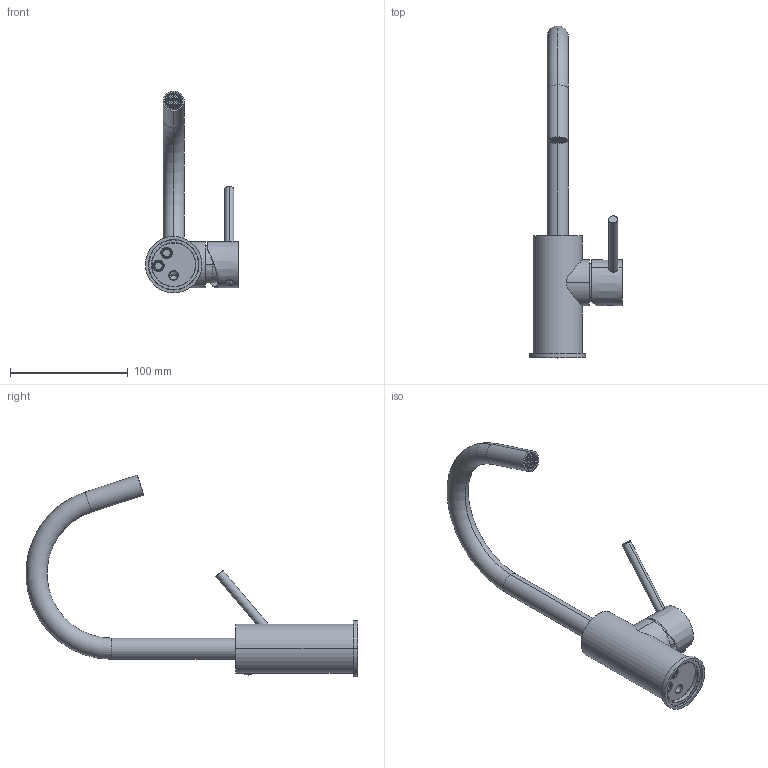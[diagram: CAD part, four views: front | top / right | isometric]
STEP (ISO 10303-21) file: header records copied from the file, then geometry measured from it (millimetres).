
FILE_DESCRIPTION((''),'2;1');
FILE_NAME('LIG078CR','2021-06-10T09:31:28',('ut3'),('PAFFONI SpA'),'CREO PARAMETRIC BY PTC INC, 2020044','CREO PARAMETRIC BY PTC INC, 2020044','');
FILE_SCHEMA(('CONFIG_CONTROL_DESIGN','SHAPE_APPEARANCE_LAYERS_GROUPS'));
Length unit declared in the file: millimetre
Products named in the file (1): LIG078CR
Bounding box: 79.15 x 282.4 x 171.82 mm (x, y, z)
Volume: 168395.6 mm3; surface area: 88616 mm2
Topology: 2 solids, 2 shells, 1184 faces, 3165 edges, 1941 vertices
Faces by surface type: cylinder 569, plane 290, cone 95, torus 86, bspline 78, sphere 66
Entity records: 59067 total; most frequent: CARTESIAN_POINT 21778, ORIENTED_EDGE 6176, DIRECTION 5852, EDGE_CURVE 3088, AXIS2_PLACEMENT_3D 2378, VERTEX_POINT 1941, EDGE_LOOP 1459, CIRCLE 1272
